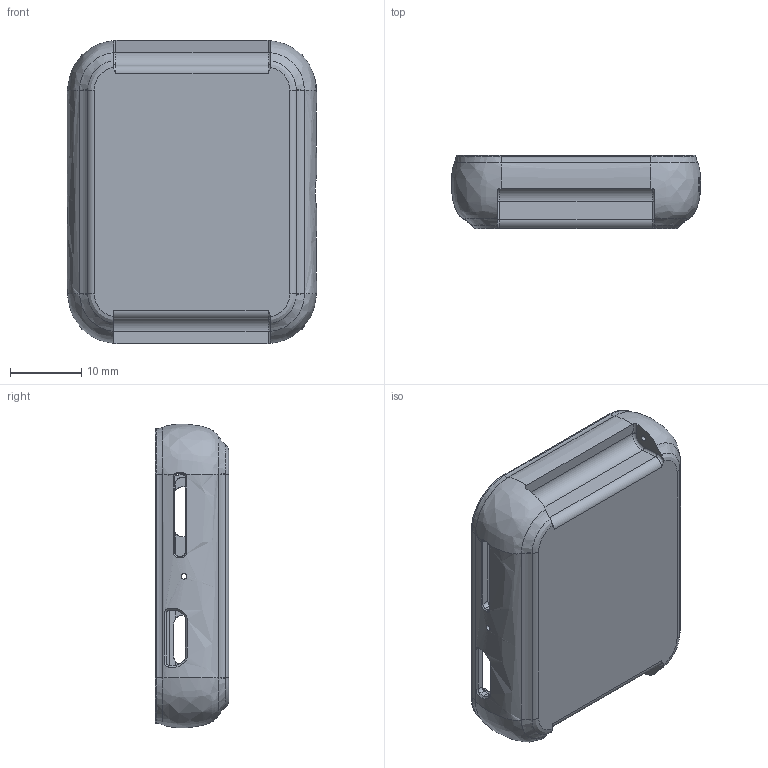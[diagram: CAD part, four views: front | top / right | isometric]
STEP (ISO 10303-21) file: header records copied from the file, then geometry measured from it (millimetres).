
FILE_DESCRIPTION(/* description */ (''),/* implementation_level */ '2;1');
FILE_NAME(/* name */ 'Rosemary v34.step',/* time_stamp */ '2024-02-05T13:35:31+08:00',/* author */ (''),/* organization */ (''),/* preprocessor_version */ 'ST-DEVELOPER v20',/* originating_system */ 'Autodesk Translation Framework v12.14.0.127',/* authorisation */ '');
FILE_SCHEMA (('AUTOMOTIVE_DESIGN { 1 0 10303 214 3 1 1 }'));
Length unit declared in the file: millimetre
Products named in the file (1): Rosemary
Bounding box: 34.89 x 10.28 x 42.49 mm (x, y, z)
Volume: 3037 mm3; surface area: 5306.2 mm2
Topology: 5 solids, 5 shells, 319 faces, 870 edges, 553 vertices
Faces by surface type: bspline 200, plane 103, cylinder 16
Entity records: 15990 total; most frequent: CARTESIAN_POINT 9357, ORIENTED_EDGE 1734, EDGE_CURVE 867, DIRECTION 805, VERTEX_POINT 553, B_SPLINE_CURVE_WITH_KNOTS 449, EDGE_LOOP 336, FACE_OUTER_BOUND 319
